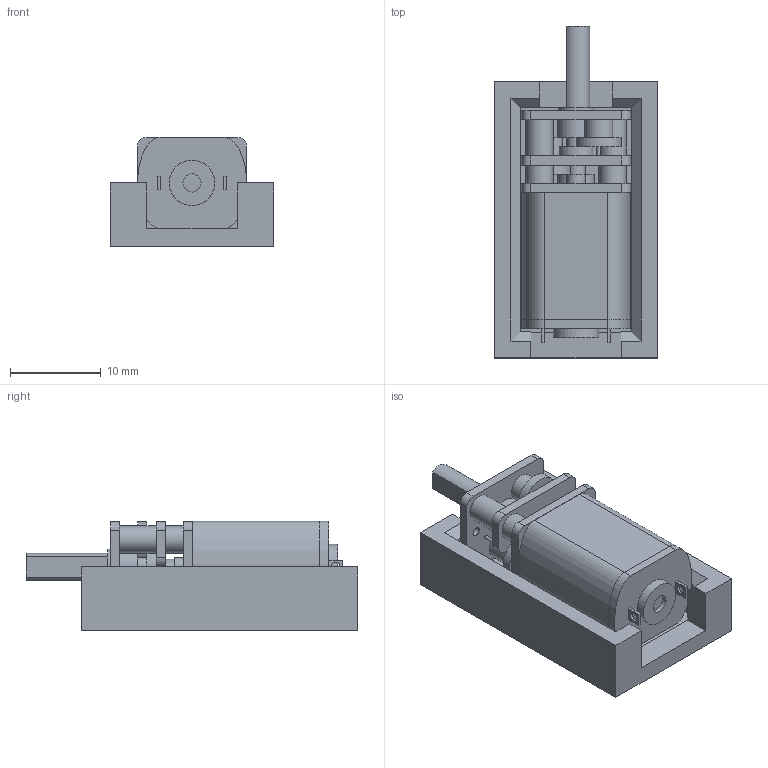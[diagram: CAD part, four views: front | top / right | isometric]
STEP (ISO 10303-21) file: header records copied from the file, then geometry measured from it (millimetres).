
FILE_DESCRIPTION(/* description */ ('','CAx-IF Rec.Pracs.---Representation and Presentation of Product Manufacturing Information (PMI)---4.0---2014-10-13'),/* implementation_level */ '2;1');
FILE_NAME(/* name */ 'MotorMountTest v8.step',/* time_stamp */ '2025-04-10T20:14:46+01:00',/* author */ (''),/* organization */ (''),/* preprocessor_version */ 'ST-DEVELOPER v20',/* originating_system */ 'Autodesk Translation Framework v13.20.0.188',/* authorisation */ '');
FILE_SCHEMA (('AP242_MANAGED_MODEL_BASED_3D_ENGINEERING_MIM_LF { 1 0 10303 442 1 1 4 }'));
Length unit declared in the file: millimetre
Products named in the file (4): MotorMountTest; internal_mount; N20_2_external; Brazo M
Assembly tree (3 placements, depth 3):
  MotorMountTest
    internal_mount
    N20_2_external
      Brazo M
Bounding box: 18 x 36.5 x 12 mm (x, y, z)
Volume: 4244.8 mm3; surface area: 4352.8 mm2
Topology: 18 solids, 18 shells, 171 faces, 362 edges, 240 vertices
Faces by surface type: plane 122, cylinder 45, bspline 4
Full cylindrical faces by diameter (mm): 0.4 x4, 1 x4, 2 x6, 2.2 x2, 3 x6, 3.071 x1, 3.708 x1, 3.9 x1, 4 x2, 4.708 x1, 5 x2
Entity records: 4754 total; most frequent: DIRECTION 824, CARTESIAN_POINT 808, ORIENTED_EDGE 724, EDGE_CURVE 362, AXIS2_PLACEMENT_3D 288, LINE 248, VECTOR 248, VERTEX_POINT 240
